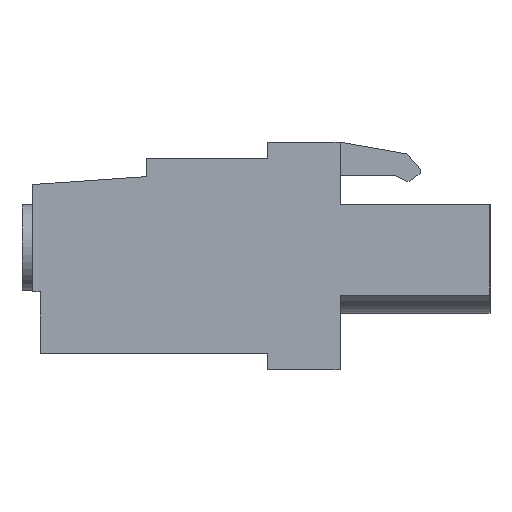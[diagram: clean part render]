
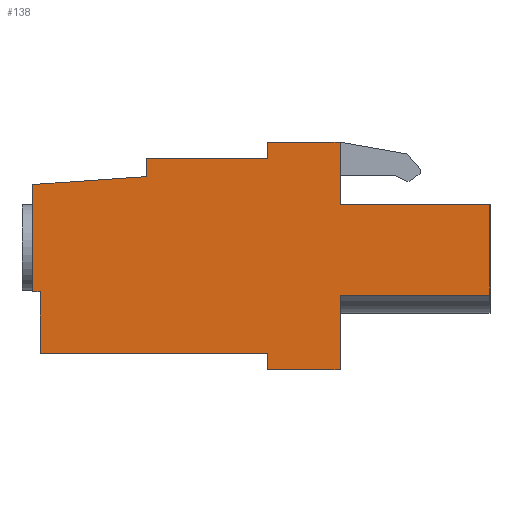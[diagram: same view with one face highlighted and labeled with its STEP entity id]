
A CAD part, left-side view. The second image highlights one B-rep face of the part: STEP entity #138.
In plain terms, the highlighted planar face has unit normal (-1, 0, 0).
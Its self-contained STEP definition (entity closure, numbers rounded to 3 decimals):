
#104 = ORIENTED_EDGE ( 'NONE', *, *, #4475, .F. ) ;
#138 = ADVANCED_FACE ( 'NONE', ( #6020 ), #3623, .F. ) ;
#140 = CARTESIAN_POINT ( 'NONE',  ( 0., 4., 3.46 ) ) ;
#149 = CARTESIAN_POINT ( 'NONE',  ( 0., 16.6, -4.815 ) ) ;
#167 = VECTOR ( 'NONE', #1169, 1000. ) ;
#228 = DIRECTION ( 'NONE',  ( 0., 0., 1. ) ) ;
#239 = ORIENTED_EDGE ( 'NONE', *, *, #5927, .F. ) ;
#283 = CARTESIAN_POINT ( 'NONE',  ( 0., 16.6, -8.235 ) ) ;
#288 = DIRECTION ( 'NONE',  ( 0., 0., 1. ) ) ;
#291 = CARTESIAN_POINT ( 'NONE',  ( 0., 0., 3.46 ) ) ;
#301 = VERTEX_POINT ( 'NONE', #1869 ) ;
#397 = ORIENTED_EDGE ( 'NONE', *, *, #4039, .F. ) ;
#406 = ORIENTED_EDGE ( 'NONE', *, *, #1045, .F. ) ;
#407 = DIRECTION ( 'NONE',  ( 0., -1., 0. ) ) ;
#425 = DIRECTION ( 'NONE',  ( 0., 1., 0. ) ) ;
#428 = VERTEX_POINT ( 'NONE', #2650 ) ;
#463 = CARTESIAN_POINT ( 'NONE',  ( 0., 16.6, -8.235 ) ) ;
#468 = CARTESIAN_POINT ( 'NONE',  ( 0., 4., -8.235 ) ) ;
#565 = LINE ( 'NONE', #463, #4299 ) ;
#655 = DIRECTION ( 'NONE',  ( 0., 1., 0. ) ) ;
#726 = DIRECTION ( 'NONE',  ( 0., 0., 1. ) ) ;
#750 = CARTESIAN_POINT ( 'NONE',  ( 0., 0., 0. ) ) ;
#782 = VERTEX_POINT ( 'NONE', #291 ) ;
#811 = VECTOR ( 'NONE', #726, 1000. ) ;
#817 = CARTESIAN_POINT ( 'NONE',  ( 0., 10.7, 1.555 ) ) ;
#900 = CARTESIAN_POINT ( 'NONE',  ( 0., 4., 2.555 ) ) ;
#911 = CARTESIAN_POINT ( 'NONE',  ( 0., 16.6, -4.815 ) ) ;
#923 = EDGE_LOOP ( 'NONE', ( #3966, #3011, #406, #2068, #6080, #397, #239, #4287, #5861, #1005, #3903, #5802, #3537, #104, #5486, #5792 ) ) ;
#924 = VERTEX_POINT ( 'NONE', #4083 ) ;
#1005 = ORIENTED_EDGE ( 'NONE', *, *, #5071, .F. ) ;
#1045 = EDGE_CURVE ( 'NONE', #4517, #782, #2000, .T. ) ;
#1169 = DIRECTION ( 'NONE',  ( 0., 0., -1. ) ) ;
#1190 = EDGE_CURVE ( 'NONE', #1993, #1864, #2374, .T. ) ;
#1354 = EDGE_CURVE ( 'NONE', #301, #5263, #2302, .T. ) ;
#1365 = CARTESIAN_POINT ( 'NONE',  ( 0., -8.3, 0. ) ) ;
#1396 = CARTESIAN_POINT ( 'NONE',  ( 0., -8.3, 0. ) ) ;
#1442 = CARTESIAN_POINT ( 'NONE',  ( 0., 17., 1.115 ) ) ;
#1455 = DIRECTION ( 'NONE',  ( 0., 1., 0. ) ) ;
#1470 = VERTEX_POINT ( 'NONE', #3059 ) ;
#1571 = EDGE_CURVE ( 'NONE', #4215, #2592, #5429, .T. ) ;
#1574 = VECTOR ( 'NONE', #5655, 1000. ) ;
#1658 = CARTESIAN_POINT ( 'NONE',  ( 0., 17., 1.115 ) ) ;
#1706 = VECTOR ( 'NONE', #3008, 1000. ) ;
#1864 = VERTEX_POINT ( 'NONE', #3419 ) ;
#1869 = CARTESIAN_POINT ( 'NONE',  ( 0., 10.7, 2.555 ) ) ;
#1905 = CARTESIAN_POINT ( 'NONE',  ( 0., -8.3, -5. ) ) ;
#1972 = VECTOR ( 'NONE', #5287, 1000. ) ;
#1974 = EDGE_CURVE ( 'NONE', #6072, #2456, #565, .T. ) ;
#1993 = VERTEX_POINT ( 'NONE', #149 ) ;
#2000 = LINE ( 'NONE', #2820, #5706 ) ;
#2022 = CARTESIAN_POINT ( 'NONE',  ( 0., 0., -9.14 ) ) ;
#2068 = ORIENTED_EDGE ( 'NONE', *, *, #3485, .F. ) ;
#2115 = VECTOR ( 'NONE', #3246, 1000. ) ;
#2146 = VECTOR ( 'NONE', #407, 1000. ) ;
#2253 = VECTOR ( 'NONE', #5425, 1000. ) ;
#2278 = VECTOR ( 'NONE', #228, 1000. ) ;
#2302 = LINE ( 'NONE', #900, #2146 ) ;
#2374 = LINE ( 'NONE', #5153, #3517 ) ;
#2419 = VERTEX_POINT ( 'NONE', #750 ) ;
#2422 = DIRECTION ( 'NONE',  ( 0., -1., 0. ) ) ;
#2456 = VERTEX_POINT ( 'NONE', #283 ) ;
#2569 = CARTESIAN_POINT ( 'NONE',  ( 0., 4., 2.555 ) ) ;
#2592 = VERTEX_POINT ( 'NONE', #5771 ) ;
#2648 = EDGE_CURVE ( 'NONE', #782, #2419, #2764, .T. ) ;
#2650 = CARTESIAN_POINT ( 'NONE',  ( 0., 10.7, 1.555 ) ) ;
#2710 = VECTOR ( 'NONE', #3539, 1000. ) ;
#2736 = EDGE_CURVE ( 'NONE', #6180, #1470, #4588, .T. ) ;
#2764 = LINE ( 'NONE', #3118, #167 ) ;
#2820 = CARTESIAN_POINT ( 'NONE',  ( 0., 0., 3.46 ) ) ;
#3008 = DIRECTION ( 'NONE',  ( 0., 0., -1. ) ) ;
#3011 = ORIENTED_EDGE ( 'NONE', *, *, #2648, .F. ) ;
#3059 = CARTESIAN_POINT ( 'NONE',  ( 0., 4., -9.14 ) ) ;
#3118 = CARTESIAN_POINT ( 'NONE',  ( 0., 0., 0. ) ) ;
#3246 = DIRECTION ( 'NONE',  ( 0., -0.998, 0.07 ) ) ;
#3270 = LINE ( 'NONE', #911, #1972 ) ;
#3396 = LINE ( 'NONE', #6041, #811 ) ;
#3418 = VECTOR ( 'NONE', #6213, 1000. ) ;
#3419 = CARTESIAN_POINT ( 'NONE',  ( 0., 17., -4.815 ) ) ;
#3485 = EDGE_CURVE ( 'NONE', #5263, #4517, #5747, .T. ) ;
#3517 = VECTOR ( 'NONE', #1455, 1000. ) ;
#3537 = ORIENTED_EDGE ( 'NONE', *, *, #2736, .F. ) ;
#3539 = DIRECTION ( 'NONE',  ( 0., 0., 1. ) ) ;
#3558 = LINE ( 'NONE', #817, #2115 ) ;
#3562 = LINE ( 'NONE', #1658, #2278 ) ;
#3568 = LINE ( 'NONE', #1365, #3418 ) ;
#3569 = CARTESIAN_POINT ( 'NONE',  ( 0., 4., -9.14 ) ) ;
#3623 = PLANE ( 'NONE',  #3945 ) ;
#3681 = VERTEX_POINT ( 'NONE', #1442 ) ;
#3879 = EDGE_CURVE ( 'NONE', #1470, #6072, #3996, .T. ) ;
#3903 = ORIENTED_EDGE ( 'NONE', *, *, #1974, .F. ) ;
#3945 = AXIS2_PLACEMENT_3D ( 'NONE', #5753, #5432, #4494 ) ;
#3966 = ORIENTED_EDGE ( 'NONE', *, *, #5048, .F. ) ;
#3996 = LINE ( 'NONE', #4501, #2710 ) ;
#4039 = EDGE_CURVE ( 'NONE', #428, #301, #3396, .T. ) ;
#4083 = CARTESIAN_POINT ( 'NONE',  ( 0., 0., -5. ) ) ;
#4161 = VECTOR ( 'NONE', #288, 1000. ) ;
#4215 = VERTEX_POINT ( 'NONE', #1396 ) ;
#4287 = ORIENTED_EDGE ( 'NONE', *, *, #5451, .F. ) ;
#4299 = VECTOR ( 'NONE', #425, 1000. ) ;
#4475 = EDGE_CURVE ( 'NONE', #924, #6180, #6106, .T. ) ;
#4494 = DIRECTION ( 'NONE',  ( 0., 0., -1. ) ) ;
#4501 = CARTESIAN_POINT ( 'NONE',  ( 0., 4., -8.235 ) ) ;
#4517 = VERTEX_POINT ( 'NONE', #140 ) ;
#4588 = LINE ( 'NONE', #3569, #4888 ) ;
#4888 = VECTOR ( 'NONE', #655, 1000. ) ;
#4944 = EDGE_CURVE ( 'NONE', #2592, #924, #5455, .T. ) ;
#5048 = EDGE_CURVE ( 'NONE', #2419, #4215, #3568, .T. ) ;
#5071 = EDGE_CURVE ( 'NONE', #2456, #1993, #3270, .T. ) ;
#5153 = CARTESIAN_POINT ( 'NONE',  ( 0., 17., -4.815 ) ) ;
#5189 = CARTESIAN_POINT ( 'NONE',  ( 0., 0., -5. ) ) ;
#5263 = VERTEX_POINT ( 'NONE', #2569 ) ;
#5287 = DIRECTION ( 'NONE',  ( 0., 0., 1. ) ) ;
#5425 = DIRECTION ( 'NONE',  ( 0., 0., -1. ) ) ;
#5429 = LINE ( 'NONE', #1905, #1706 ) ;
#5432 = DIRECTION ( 'NONE',  ( 1., 0., 0. ) ) ;
#5451 = EDGE_CURVE ( 'NONE', #1864, #3681, #3562, .T. ) ;
#5455 = LINE ( 'NONE', #5189, #1574 ) ;
#5486 = ORIENTED_EDGE ( 'NONE', *, *, #4944, .F. ) ;
#5621 = CARTESIAN_POINT ( 'NONE',  ( 0., 4., 3.46 ) ) ;
#5655 = DIRECTION ( 'NONE',  ( 0., 1., 0. ) ) ;
#5706 = VECTOR ( 'NONE', #2422, 1000. ) ;
#5747 = LINE ( 'NONE', #5621, #4161 ) ;
#5753 = CARTESIAN_POINT ( 'NONE',  ( 0., 0., 0. ) ) ;
#5771 = CARTESIAN_POINT ( 'NONE',  ( 0., -8.3, -5. ) ) ;
#5792 = ORIENTED_EDGE ( 'NONE', *, *, #1571, .F. ) ;
#5802 = ORIENTED_EDGE ( 'NONE', *, *, #3879, .F. ) ;
#5861 = ORIENTED_EDGE ( 'NONE', *, *, #1190, .F. ) ;
#5906 = CARTESIAN_POINT ( 'NONE',  ( 0., 0., -9.14 ) ) ;
#5927 = EDGE_CURVE ( 'NONE', #3681, #428, #3558, .T. ) ;
#6020 = FACE_OUTER_BOUND ( 'NONE', #923, .T. ) ;
#6041 = CARTESIAN_POINT ( 'NONE',  ( 0., 10.7, 2.555 ) ) ;
#6072 = VERTEX_POINT ( 'NONE', #468 ) ;
#6080 = ORIENTED_EDGE ( 'NONE', *, *, #1354, .F. ) ;
#6106 = LINE ( 'NONE', #5906, #2253 ) ;
#6180 = VERTEX_POINT ( 'NONE', #2022 ) ;
#6213 = DIRECTION ( 'NONE',  ( 0., -1., 0. ) ) ;
